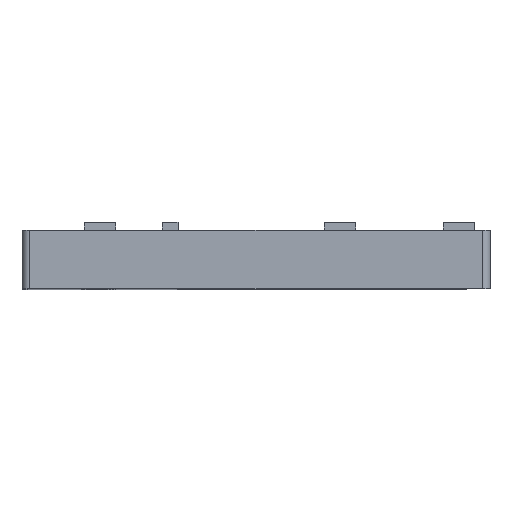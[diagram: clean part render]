
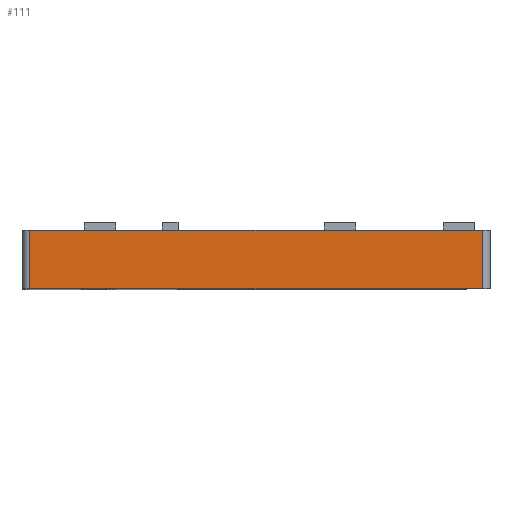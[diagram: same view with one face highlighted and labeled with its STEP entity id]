
A CAD part, top view. The second image highlights one B-rep face of the part: STEP entity #111.
In plain terms, the highlighted planar face has unit normal (0, 0, 1).
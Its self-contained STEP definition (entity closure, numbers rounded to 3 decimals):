
#104 = ORIENTED_EDGE ( 'NONE', *, *, #1637, .T. ) ;
#111 = ADVANCED_FACE ( 'NONE', ( #384 ), #844, .F. ) ;
#124 = DIRECTION ( 'NONE',  ( 0., 1., 0. ) ) ;
#213 = CARTESIAN_POINT ( 'NONE',  ( 120., 15., 0. ) ) ;
#215 = CARTESIAN_POINT ( 'NONE',  ( 120., 15., 0. ) ) ;
#274 = CARTESIAN_POINT ( 'NONE',  ( 2., 0., 0. ) ) ;
#288 = VECTOR ( 'NONE', #124, 1000. ) ;
#360 = DIRECTION ( 'NONE',  ( 1., 0., 0. ) ) ;
#364 = DIRECTION ( 'NONE',  ( 1., 0., 0. ) ) ;
#384 = FACE_OUTER_BOUND ( 'NONE', #1516, .T. ) ;
#505 = CARTESIAN_POINT ( 'NONE',  ( 118., 15., 0. ) ) ;
#549 = LINE ( 'NONE', #213, #1353 ) ;
#558 = LINE ( 'NONE', #1809, #1538 ) ;
#560 = EDGE_CURVE ( 'NONE', #1575, #1193, #549, .T. ) ;
#581 = CARTESIAN_POINT ( 'NONE',  ( 118., 15., 0. ) ) ;
#729 = EDGE_CURVE ( 'NONE', #1029, #1193, #1536, .T. ) ;
#758 = ORIENTED_EDGE ( 'NONE', *, *, #560, .F. ) ;
#765 = ORIENTED_EDGE ( 'NONE', *, *, #729, .T. ) ;
#844 = PLANE ( 'NONE',  #951 ) ;
#942 = CARTESIAN_POINT ( 'NONE',  ( 118., 0., 0. ) ) ;
#951 = AXIS2_PLACEMENT_3D ( 'NONE', #215, #1782, #1003 ) ;
#1003 = DIRECTION ( 'NONE',  ( -1., 0., 0. ) ) ;
#1029 = VERTEX_POINT ( 'NONE', #942 ) ;
#1030 = DIRECTION ( 'NONE',  ( 0., -1., 0. ) ) ;
#1193 = VERTEX_POINT ( 'NONE', #505 ) ;
#1247 = VERTEX_POINT ( 'NONE', #274 ) ;
#1337 = EDGE_CURVE ( 'NONE', #1575, #1247, #558, .T. ) ;
#1353 = VECTOR ( 'NONE', #360, 1000. ) ;
#1432 = CARTESIAN_POINT ( 'NONE',  ( 120., 0., 0. ) ) ;
#1440 = LINE ( 'NONE', #1432, #1702 ) ;
#1516 = EDGE_LOOP ( 'NONE', ( #758, #1871, #104, #765 ) ) ;
#1536 = LINE ( 'NONE', #581, #288 ) ;
#1538 = VECTOR ( 'NONE', #1030, 1000. ) ;
#1575 = VERTEX_POINT ( 'NONE', #1636 ) ;
#1636 = CARTESIAN_POINT ( 'NONE',  ( 2., 15., 0. ) ) ;
#1637 = EDGE_CURVE ( 'NONE', #1247, #1029, #1440, .T. ) ;
#1702 = VECTOR ( 'NONE', #364, 1000. ) ;
#1782 = DIRECTION ( 'NONE',  ( 0., 0., -1. ) ) ;
#1809 = CARTESIAN_POINT ( 'NONE',  ( 2., 15., 0. ) ) ;
#1871 = ORIENTED_EDGE ( 'NONE', *, *, #1337, .T. ) ;
